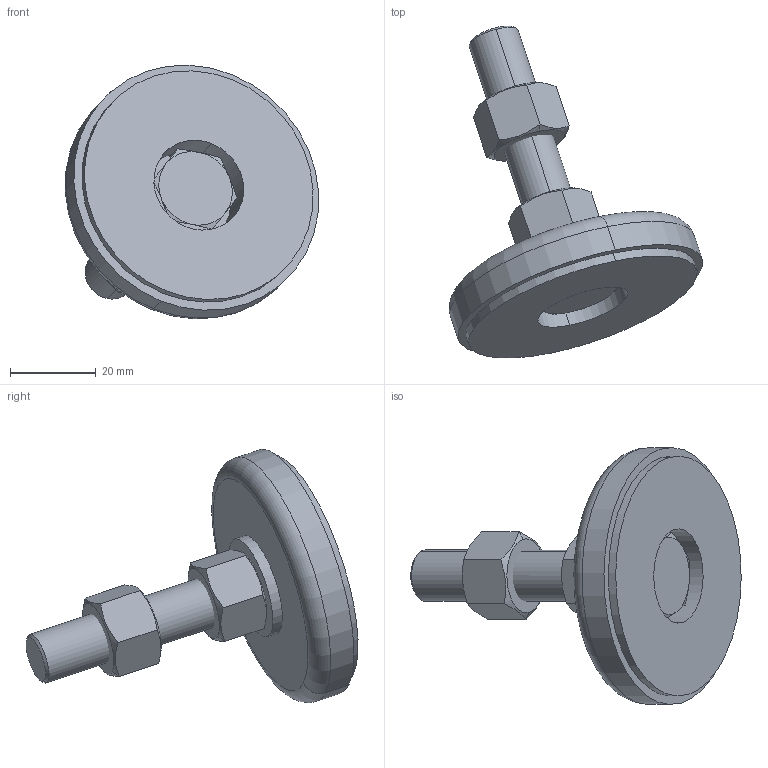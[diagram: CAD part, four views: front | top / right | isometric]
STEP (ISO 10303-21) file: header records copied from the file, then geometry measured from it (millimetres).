
FILE_DESCRIPTION (( 'STEP AP203' ), '1' );
FILE_NAME ('5.23.60.12.70.STEP', '2014-06-25T05:03:07', ( 'USER' ), ( 'Microsoft' ), 'SwSTEP 2.0', 'SolidWorks 2012', '' );
FILE_SCHEMA (( 'CONFIG_CONTROL_DESIGN' ));
Length unit declared in the file: millimetre
Products named in the file (1): 5.23.60.12.70
Bounding box: 59.12 x 77.52 x 59.16 mm (x, y, z)
Surface area: 16251.8 mm2 (no closed solid volume)
Topology: 0 solids, 8 shells, 53 faces, 131 edges, 88 vertices
Faces by surface type: plane 25, cone 16, cylinder 10, torus 2
Entity records: 1896 total; most frequent: CARTESIAN_POINT 597, DIRECTION 259, ORIENTED_EDGE 225, EDGE_CURVE 131, AXIS2_PLACEMENT_3D 110, VERTEX_POINT 88, EDGE_LOOP 61, CIRCLE 56
